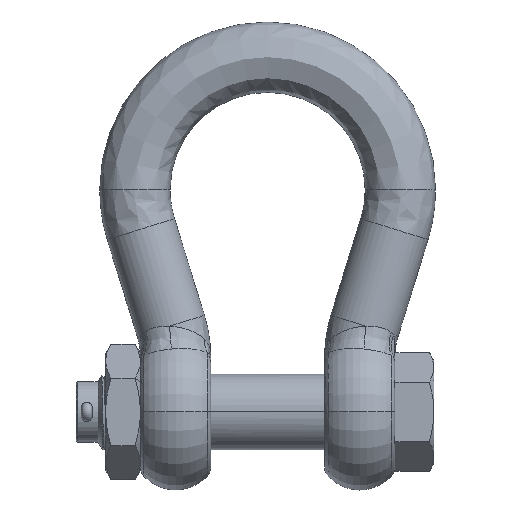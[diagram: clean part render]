
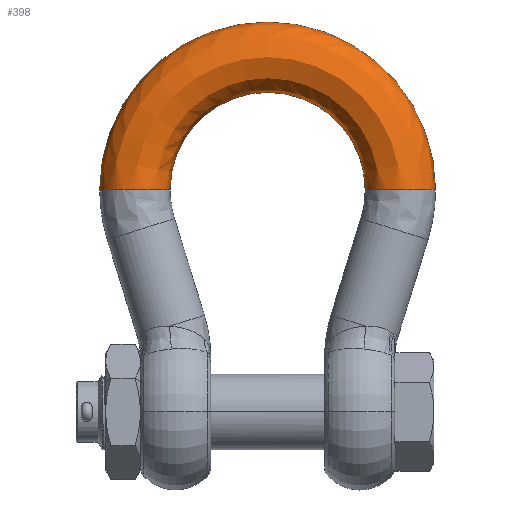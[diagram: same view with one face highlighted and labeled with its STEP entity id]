
A CAD part, top view. The second image highlights one B-rep face of the part: STEP entity #398.
In plain terms, the highlighted free-form (B-spline) face has degree [3, 3] with [4, 7] control points.
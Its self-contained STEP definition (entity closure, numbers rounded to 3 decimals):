
#398=ADVANCED_FACE('NONE',(#1515),#1516,.F.);
#1515=FACE_OUTER_BOUND('',#10472,.T.);
#1516=(B_SPLINE_SURFACE(3,3,((#10474,#10475,#10476,#10477,#10478,#10479,#10480),(#10481,#10482,#10483,#10484,#10485,#10486,#10487),(#10488,#10489,#10490,#10491,#10492,#10493,#10494),(#10495,#10496,#10497,#10498,#10499,#10500,#10501)),.UNSPECIFIED.,.F.,.F.,.F.)B_SPLINE_SURFACE_WITH_KNOTS((4,4),(4,3,4),(0.0,1.0),(0.0,0.5,1.0),.UNSPECIFIED.)RATIONAL_B_SPLINE_SURFACE(((1.0,0.805,0.805,1.0,0.805,0.805,1.0),(0.333,0.268,0.268,0.333,0.268,0.268,0.333),(0.333,0.268,0.268,0.333,0.268,0.268,0.333),(1.0,0.805,0.805,1.0,0.805,0.805,1.0)))BOUNDED_SURFACE()REPRESENTATION_ITEM('')GEOMETRIC_REPRESENTATION_ITEM()SURFACE());
#10472=EDGE_LOOP('',(#17638,#17639,#17640,#17641));
#10474=CARTESIAN_POINT('',(-90.0,205.,0.));
#10475=CARTESIAN_POINT('',(-90.,257.721,0.));
#10476=CARTESIAN_POINT('',(-52.721,295.,0.));
#10477=CARTESIAN_POINT('',(0.,295.0,0.));
#10478=CARTESIAN_POINT('',(52.721,295.,0.));
#10479=CARTESIAN_POINT('',(90.0,257.721,0.));
#10480=CARTESIAN_POINT('',(90.0,205.0,0.));
#10481=CARTESIAN_POINT('',(-90.0,205.,65.));
#10482=CARTESIAN_POINT('',(-90.,257.721,65.));
#10483=CARTESIAN_POINT('',(-52.721,295.,65.));
#10484=CARTESIAN_POINT('',(0.,295.0,65.));
#10485=CARTESIAN_POINT('',(52.721,295.,65.));
#10486=CARTESIAN_POINT('',(90.0,257.721,65.));
#10487=CARTESIAN_POINT('',(90.0,205.0,65.));
#10488=CARTESIAN_POINT('',(-155.0,205.,65.0));
#10489=CARTESIAN_POINT('',(-155.,295.797,65.0));
#10490=CARTESIAN_POINT('',(-90.797,360.,65.0));
#10491=CARTESIAN_POINT('',(0.,360.0,65.0));
#10492=CARTESIAN_POINT('',(90.797,360.,65.0));
#10493=CARTESIAN_POINT('',(155.0,295.797,65.0));
#10494=CARTESIAN_POINT('',(155.0,205.0,65.0));
#10495=CARTESIAN_POINT('',(-155.0,205.,0.));
#10496=CARTESIAN_POINT('',(-155.,295.797,0.));
#10497=CARTESIAN_POINT('',(-90.797,360.,0.));
#10498=CARTESIAN_POINT('',(0.,360.0,0.));
#10499=CARTESIAN_POINT('',(90.797,360.,0.));
#10500=CARTESIAN_POINT('',(155.0,295.797,0.));
#10501=CARTESIAN_POINT('',(155.0,205.0,0.));
#17638=ORIENTED_EDGE('',*,*,#22151,.T.);
#17639=ORIENTED_EDGE('',*,*,#22153,.T.);
#17640=ORIENTED_EDGE('',*,*,#22149,.T.);
#17641=ORIENTED_EDGE('',*,*,#22154,.F.);
#22149=EDGE_CURVE('NONE',#25033,#25034,#25035,.T.);
#22151=EDGE_CURVE('NONE',#25038,#25036,#25039,.T.);
#22153=EDGE_CURVE('NONE',#25036,#25033,#25041,.T.);
#22154=EDGE_CURVE('NONE',#25038,#25034,#25042,.T.);
#25033=VERTEX_POINT('NONE',#34584);
#25034=VERTEX_POINT('NONE',#34585);
#25035=CIRCLE('',#34586,155.0);
#25036=VERTEX_POINT('NONE',#34587);
#25038=VERTEX_POINT('NONE',#34599);
#25039=CIRCLE('',#34600,90.0);
#25041=(B_SPLINE_CURVE(3,(#34603,#34604,#34605,#34606),.UNSPECIFIED.,.F.,.F.)B_SPLINE_CURVE_WITH_KNOTS((4,4),(0.0,1.0),.UNSPECIFIED.)RATIONAL_B_SPLINE_CURVE((1.0,0.333,0.333,1.0))BOUNDED_CURVE()REPRESENTATION_ITEM('')GEOMETRIC_REPRESENTATION_ITEM()CURVE());
#25042=CIRCLE('',#34613,32.5);
#34584=CARTESIAN_POINT('',(155.0,205.0,0.));
#34585=CARTESIAN_POINT('',(-155.,205.,0.));
#34586=AXIS2_PLACEMENT_3D('',#43505,#43506,#43507);
#34587=CARTESIAN_POINT('',(90.0,205.0,0.));
#34599=CARTESIAN_POINT('',(-90.,205.,0.));
#34600=AXIS2_PLACEMENT_3D('',#43508,#43509,#43510);
#34603=CARTESIAN_POINT('',(90.0,205.0,0.));
#34604=CARTESIAN_POINT('',(90.0,205.0,65.));
#34605=CARTESIAN_POINT('',(155.0,205.0,65.0));
#34606=CARTESIAN_POINT('',(155.0,205.0,0.));
#34613=AXIS2_PLACEMENT_3D('',#43514,#43515,#43516);
#43505=CARTESIAN_POINT('',(0.0,205.0,0.));
#43506=DIRECTION('',(0.0,-0.0,1.0));
#43507=DIRECTION('',(1.0,0.0,0.0));
#43508=CARTESIAN_POINT('',(0.0,205.0,0.));
#43509=DIRECTION('',(0.0,0.0,-1.0));
#43510=DIRECTION('',(1.0,0.0,0.0));
#43514=CARTESIAN_POINT('',(-122.5,205.0,0.));
#43515=DIRECTION('',(0.0,-1.0,0.));
#43516=DIRECTION('',(0.0,0.,-1.0));
